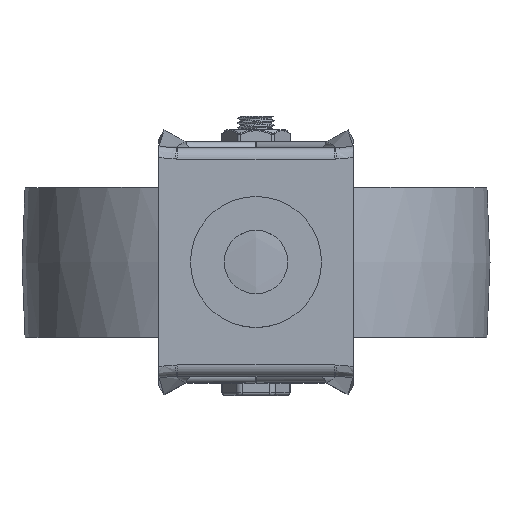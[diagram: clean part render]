
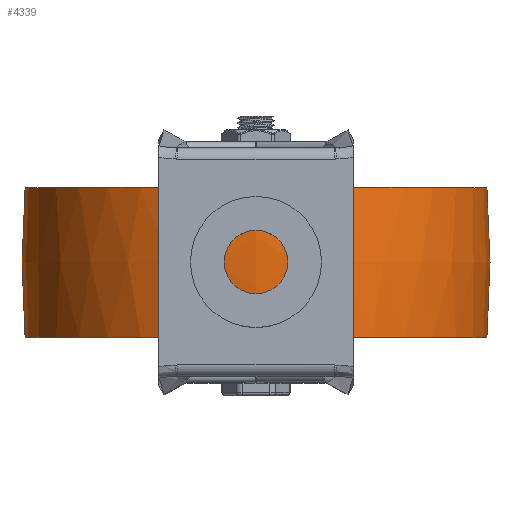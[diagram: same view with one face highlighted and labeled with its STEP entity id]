
A CAD part, top view. The second image highlights one B-rep face of the part: STEP entity #4339.
In plain terms, the highlighted free-form (B-spline) face has degree [2, 2] with [3, 9] control points.
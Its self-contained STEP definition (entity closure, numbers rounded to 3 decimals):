
#17=(
BOUNDED_SURFACE()
B_SPLINE_SURFACE(2,2,((#14143,#14144,#14145,#14146,#14147,#14148,#14149,
#14150,#14151),(#14152,#14153,#14154,#14155,#14156,#14157,#14158,#14159,
#14160),(#14161,#14162,#14163,#14164,#14165,#14166,#14167,#14168,#14169)),
 .UNSPECIFIED.,.F.,.T.,.F.)
B_SPLINE_SURFACE_WITH_KNOTS((3,3),(3,2,2,2,3),(-0.083,0.083),
(-3.142,-1.571,0.,1.571,3.142),
 .UNSPECIFIED.)
GEOMETRIC_REPRESENTATION_ITEM()
RATIONAL_B_SPLINE_SURFACE(((1.,0.707,1.,0.707,1.,
0.707,1.,0.707,1.),(0.997,0.705,
0.997,0.705,0.997,0.705,
0.997,0.705,0.997),(1.,0.707,
1.,0.707,1.,0.707,1.,0.707,1.)))
REPRESENTATION_ITEM('')
SURFACE()
);
#382=FACE_OUTER_BOUND('',#663,.T.);
#663=EDGE_LOOP('',(#3313,#3314,#3315,#3316));
#927=CIRCLE('',#4716,37.);
#928=CIRCLE('',#4717,144.25);
#929=CIRCLE('',#4718,37.);
#1893=VERTEX_POINT('',#14170);
#1894=VERTEX_POINT('',#14172);
#2402=EDGE_CURVE('',#1893,#1893,#927,.T.);
#2403=EDGE_CURVE('',#1893,#1894,#928,.T.);
#2404=EDGE_CURVE('',#1894,#1894,#929,.T.);
#3313=ORIENTED_EDGE('',*,*,#2402,.F.);
#3314=ORIENTED_EDGE('',*,*,#2403,.T.);
#3315=ORIENTED_EDGE('',*,*,#2404,.T.);
#3316=ORIENTED_EDGE('',*,*,#2403,.F.);
#4339=ADVANCED_FACE('',(#382),#17,.F.);
#4716=AXIS2_PLACEMENT_3D('',#14171,#5501,#5502);
#4717=AXIS2_PLACEMENT_3D('',#14173,#5503,#5504);
#4718=AXIS2_PLACEMENT_3D('',#14174,#5505,#5506);
#5501=DIRECTION('center_axis',(0.,1.,0.));
#5502=DIRECTION('ref_axis',(-1.,0.,0.));
#5503=DIRECTION('center_axis',(1.,0.,0.));
#5504=DIRECTION('ref_axis',(0.,0.,1.));
#5505=DIRECTION('center_axis',(0.,1.,0.));
#5506=DIRECTION('ref_axis',(-1.,0.,0.));
#14143=CARTESIAN_POINT('Ctrl Pts',(0.,-12.,37.));
#14144=CARTESIAN_POINT('Ctrl Pts',(37.,-12.,37.));
#14145=CARTESIAN_POINT('Ctrl Pts',(37.,-12.,0.));
#14146=CARTESIAN_POINT('Ctrl Pts',(37.,-12.,-37.));
#14147=CARTESIAN_POINT('Ctrl Pts',(0.,-12.,-37.));
#14148=CARTESIAN_POINT('Ctrl Pts',(-37.,-12.,-37.));
#14149=CARTESIAN_POINT('Ctrl Pts',(-37.,-12.,0.));
#14150=CARTESIAN_POINT('Ctrl Pts',(-37.,-12.,37.));
#14151=CARTESIAN_POINT('Ctrl Pts',(0.,-12.,37.));
#14152=CARTESIAN_POINT('Ctrl Pts',(0.,0.,38.002));
#14153=CARTESIAN_POINT('Ctrl Pts',(38.002,0.,
38.002));
#14154=CARTESIAN_POINT('Ctrl Pts',(38.002,0.,
0.));
#14155=CARTESIAN_POINT('Ctrl Pts',(38.002,0.,
-38.002));
#14156=CARTESIAN_POINT('Ctrl Pts',(0.,0.,-38.002));
#14157=CARTESIAN_POINT('Ctrl Pts',(-38.002,0.,
-38.002));
#14158=CARTESIAN_POINT('Ctrl Pts',(-38.002,0.,
0.));
#14159=CARTESIAN_POINT('Ctrl Pts',(-38.002,0.,
38.002));
#14160=CARTESIAN_POINT('Ctrl Pts',(0.,0.,38.002));
#14161=CARTESIAN_POINT('Ctrl Pts',(0.,12.,37.));
#14162=CARTESIAN_POINT('Ctrl Pts',(37.,12.,37.));
#14163=CARTESIAN_POINT('Ctrl Pts',(37.,12.,0.));
#14164=CARTESIAN_POINT('Ctrl Pts',(37.,12.,-37.));
#14165=CARTESIAN_POINT('Ctrl Pts',(0.,12.,-37.));
#14166=CARTESIAN_POINT('Ctrl Pts',(-37.,12.,-37.));
#14167=CARTESIAN_POINT('Ctrl Pts',(-37.,12.,0.));
#14168=CARTESIAN_POINT('Ctrl Pts',(-37.,12.,37.));
#14169=CARTESIAN_POINT('Ctrl Pts',(0.,12.,37.));
#14170=CARTESIAN_POINT('',(0.,12.,37.));
#14171=CARTESIAN_POINT('Origin',(0.,12.,0.));
#14172=CARTESIAN_POINT('',(0.,-12.,37.));
#14173=CARTESIAN_POINT('Origin',(0.,0.,
-106.75));
#14174=CARTESIAN_POINT('Origin',(0.,-12.,0.));
